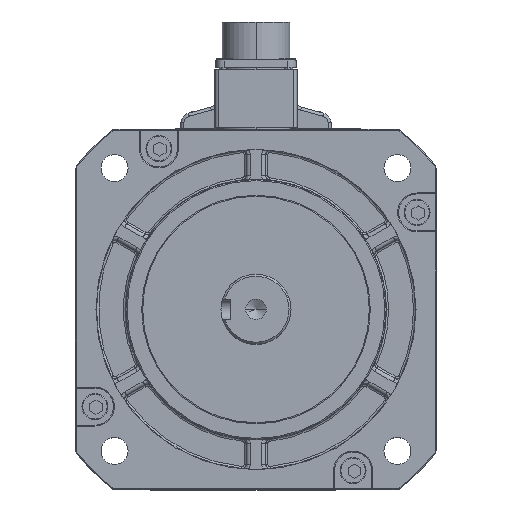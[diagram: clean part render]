
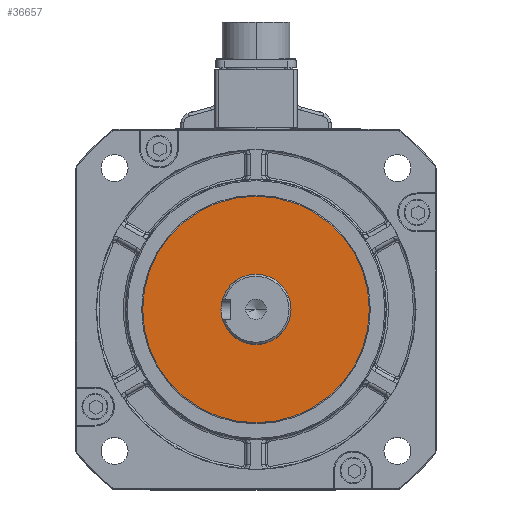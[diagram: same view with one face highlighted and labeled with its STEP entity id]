
A CAD part, top view. The second image highlights one B-rep face of the part: STEP entity #36657.
In plain terms, the highlighted planar face has unit normal (0, 0, 1).
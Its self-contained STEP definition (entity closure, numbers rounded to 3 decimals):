
#235 = AXIS2_PLACEMENT_3D ( 'NONE', #493, #83725, #49186 ) ;
#493 = CARTESIAN_POINT ( 'NONE',  ( 0., 0., 67.7 ) ) ;
#2737 = EDGE_CURVE ( 'NONE', #9593, #88762, #68103, .T. ) ;
#6664 = ORIENTED_EDGE ( 'NONE', *, *, #78120, .T. ) ;
#6739 = CARTESIAN_POINT ( 'NONE',  ( 0., 0., 67.7 ) ) ;
#9593 = VERTEX_POINT ( 'NONE', #16918 ) ;
#10210 = EDGE_LOOP ( 'NONE', ( #6664, #19010 ) ) ;
#13270 = VERTEX_POINT ( 'NONE', #62907 ) ;
#14597 = FACE_BOUND ( 'NONE', #72388, .T. ) ;
#15907 = VERTEX_POINT ( 'NONE', #80437 ) ;
#16376 = CARTESIAN_POINT ( 'NONE',  ( 0., -17.3, 67.7 ) ) ;
#16918 = CARTESIAN_POINT ( 'NONE',  ( 0., 17.3, 67.7 ) ) ;
#19010 = ORIENTED_EDGE ( 'NONE', *, *, #32073, .T. ) ;
#24112 = DIRECTION ( 'NONE',  ( -1., 0., 0. ) ) ;
#26563 = FACE_OUTER_BOUND ( 'NONE', #10210, .T. ) ;
#30974 = CARTESIAN_POINT ( 'NONE',  ( 52.5, 0., 67.7 ) ) ;
#32073 = EDGE_CURVE ( 'NONE', #13270, #15907, #32692, .T. ) ;
#32692 = CIRCLE ( 'NONE', #235, 56.65 ) ;
#36657 = ADVANCED_FACE ( 'NONE', ( #14597, #26563 ), #58263, .T. ) ;
#37051 = AXIS2_PLACEMENT_3D ( 'NONE', #86867, #66827, #80201 ) ;
#37219 = ORIENTED_EDGE ( 'NONE', *, *, #2737, .F. ) ;
#44641 = ORIENTED_EDGE ( 'NONE', *, *, #77943, .F. ) ;
#46057 = AXIS2_PLACEMENT_3D ( 'NONE', #30974, #72162, #86146 ) ;
#49186 = DIRECTION ( 'NONE',  ( 1., 0., 0. ) ) ;
#53514 = AXIS2_PLACEMENT_3D ( 'NONE', #64302, #63418, #85221 ) ;
#58263 = PLANE ( 'NONE',  #46057 ) ;
#62907 = CARTESIAN_POINT ( 'NONE',  ( 56.65, 0., 67.7 ) ) ;
#63418 = DIRECTION ( 'NONE',  ( 0., 0., 1. ) ) ;
#64302 = CARTESIAN_POINT ( 'NONE',  ( 0., 0., 67.7 ) ) ;
#66827 = DIRECTION ( 'NONE',  ( 0., 0., 1. ) ) ;
#67943 = CIRCLE ( 'NONE', #37051, 56.65 ) ;
#68103 = CIRCLE ( 'NONE', #53514, 17.3 ) ;
#72162 = DIRECTION ( 'NONE',  ( 0., 0., 1. ) ) ;
#72388 = EDGE_LOOP ( 'NONE', ( #44641, #37219 ) ) ;
#72614 = DIRECTION ( 'NONE',  ( 0., 0., 1. ) ) ;
#74723 = AXIS2_PLACEMENT_3D ( 'NONE', #6739, #72614, #24112 ) ;
#77831 = CIRCLE ( 'NONE', #74723, 17.3 ) ;
#77943 = EDGE_CURVE ( 'NONE', #88762, #9593, #77831, .T. ) ;
#78120 = EDGE_CURVE ( 'NONE', #15907, #13270, #67943, .T. ) ;
#80201 = DIRECTION ( 'NONE',  ( 1., 0., 0. ) ) ;
#80437 = CARTESIAN_POINT ( 'NONE',  ( -56.65, 0., 67.7 ) ) ;
#83725 = DIRECTION ( 'NONE',  ( 0., 0., 1. ) ) ;
#85221 = DIRECTION ( 'NONE',  ( -1., 0., 0. ) ) ;
#86146 = DIRECTION ( 'NONE',  ( 1., 0., 0. ) ) ;
#86867 = CARTESIAN_POINT ( 'NONE',  ( 0., 0., 67.7 ) ) ;
#88762 = VERTEX_POINT ( 'NONE', #16376 ) ;
